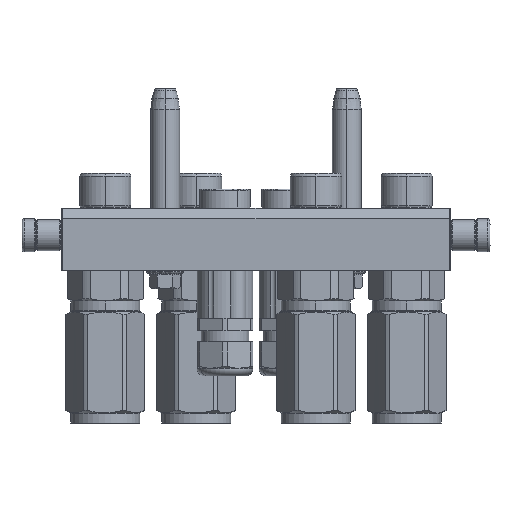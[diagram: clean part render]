
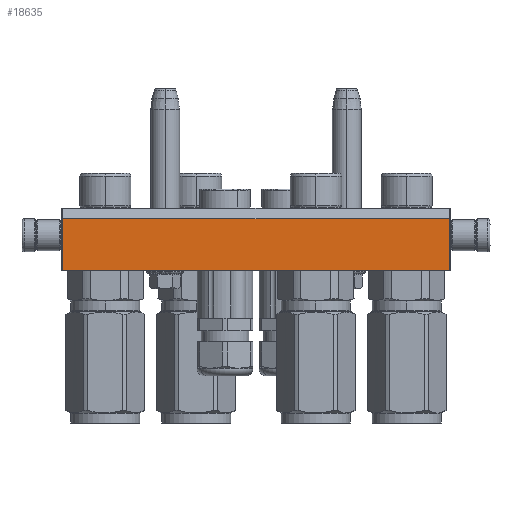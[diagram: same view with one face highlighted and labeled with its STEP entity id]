
A CAD part, left-side view. The second image highlights one B-rep face of the part: STEP entity #18635.
In plain terms, the highlighted face is planar.
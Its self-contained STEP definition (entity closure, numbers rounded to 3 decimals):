
#1867 = DIRECTION ( 'NONE',  ( 1., 0., 0. ) ) ;
#2914 = VERTEX_POINT ( 'NONE', #65550 ) ;
#4134 = CARTESIAN_POINT ( 'NONE',  ( -93.5, -10., -45. ) ) ;
#4524 = VECTOR ( 'NONE', #1867, 1000. ) ;
#5425 = EDGE_CURVE ( 'NONE', #2914, #18243, #8364, .T. ) ;
#6636 = LINE ( 'NONE', #64939, #21912 ) ;
#7072 = LINE ( 'NONE', #12989, #10280 ) ;
#8364 = LINE ( 'NONE', #53729, #40471 ) ;
#8608 = EDGE_CURVE ( 'NONE', #12028, #48810, #33533, .T. ) ;
#9565 = DIRECTION ( 'NONE',  ( 0., 0., -1. ) ) ;
#10127 = ORIENTED_EDGE ( 'NONE', *, *, #57839, .T. ) ;
#10280 = VECTOR ( 'NONE', #22887, 1000. ) ;
#12028 = VERTEX_POINT ( 'NONE', #4134 ) ;
#12989 = CARTESIAN_POINT ( 'NONE',  ( -93.5, -10., -45. ) ) ;
#15016 = ORIENTED_EDGE ( 'NONE', *, *, #8608, .F. ) ;
#15167 = PLANE ( 'NONE',  #24477 ) ;
#18243 = VERTEX_POINT ( 'NONE', #42120 ) ;
#18635 = ADVANCED_FACE ( 'NONE', ( #37988 ), #15167, .T. ) ;
#20551 = CARTESIAN_POINT ( 'NONE',  ( 94., -15., -45. ) ) ;
#21912 = VECTOR ( 'NONE', #28777, 1000. ) ;
#22887 = DIRECTION ( 'NONE',  ( 0., 1., 0. ) ) ;
#24477 = AXIS2_PLACEMENT_3D ( 'NONE', #20551, #9565, #24854 ) ;
#24854 = DIRECTION ( 'NONE',  ( -1., 0., 0. ) ) ;
#28777 = DIRECTION ( 'NONE',  ( 0., 1., 0. ) ) ;
#33533 = LINE ( 'NONE', #48120, #4524 ) ;
#34134 = EDGE_CURVE ( 'NONE', #48810, #2914, #6636, .T. ) ;
#35590 = EDGE_LOOP ( 'NONE', ( #61035, #51967, #15016, #10127 ) ) ;
#37988 = FACE_OUTER_BOUND ( 'NONE', #35590, .T. ) ;
#40471 = VECTOR ( 'NONE', #58880, 1000. ) ;
#42120 = CARTESIAN_POINT ( 'NONE',  ( -93.5, 15., -45. ) ) ;
#48120 = CARTESIAN_POINT ( 'NONE',  ( -93.5, -10., -45. ) ) ;
#48810 = VERTEX_POINT ( 'NONE', #50859 ) ;
#50859 = CARTESIAN_POINT ( 'NONE',  ( 93.5, -10., -45. ) ) ;
#51967 = ORIENTED_EDGE ( 'NONE', *, *, #34134, .F. ) ;
#53729 = CARTESIAN_POINT ( 'NONE',  ( 93.5, 15., -45. ) ) ;
#57839 = EDGE_CURVE ( 'NONE', #12028, #18243, #7072, .T. ) ;
#58880 = DIRECTION ( 'NONE',  ( -1., 0., 0. ) ) ;
#61035 = ORIENTED_EDGE ( 'NONE', *, *, #5425, .F. ) ;
#64939 = CARTESIAN_POINT ( 'NONE',  ( 93.5, -10., -45. ) ) ;
#65550 = CARTESIAN_POINT ( 'NONE',  ( 93.5, 15., -45. ) ) ;
